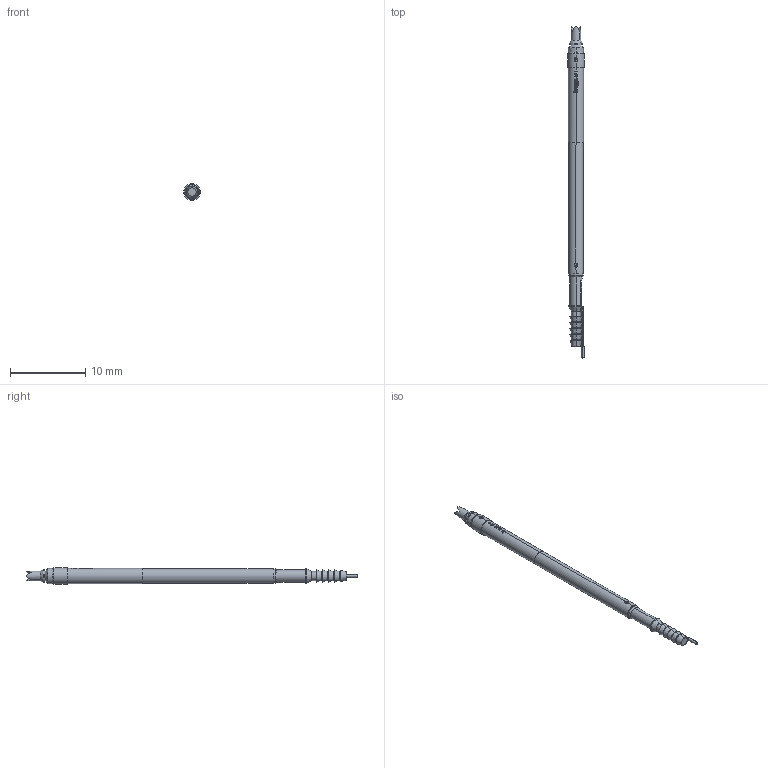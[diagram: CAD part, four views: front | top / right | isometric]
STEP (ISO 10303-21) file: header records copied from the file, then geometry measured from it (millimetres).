
FILE_DESCRIPTION (( 'STEP AP203' ), '1' );
FILE_NAME ('INGUN_PKS-200_204_130_R_xx02_V.STEP', '2021-10-04T12:33:46', ( 'ochi' ), ( '' ), 'SwSTEP 2.0', 'SolidWorks 2018', '' );
FILE_SCHEMA (( 'CONFIG_CONTROL_DESIGN' ));
Length unit declared in the file: millimetre
Products named in the file (1): INGUN_PKS-200_204_130_R_xx02_V
Bounding box: 2.2 x 44.2 x 2.2 mm (x, y, z)
Volume: 115.4 mm3; surface area: 265.8 mm2
Topology: 1 solids, 1 shells, 198 faces, 520 edges, 334 vertices
Faces by surface type: plane 70, cylinder 57, bspline 50, cone 21
Entity records: 7629 total; most frequent: CARTESIAN_POINT 3015, ORIENTED_EDGE 1040, DIRECTION 834, EDGE_CURVE 520, AXIS2_PLACEMENT_3D 339, VERTEX_POINT 334, EDGE_LOOP 216, FACE_OUTER_BOUND 198
